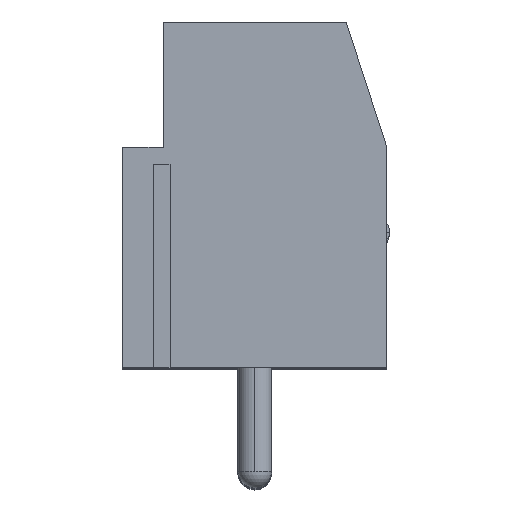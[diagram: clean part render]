
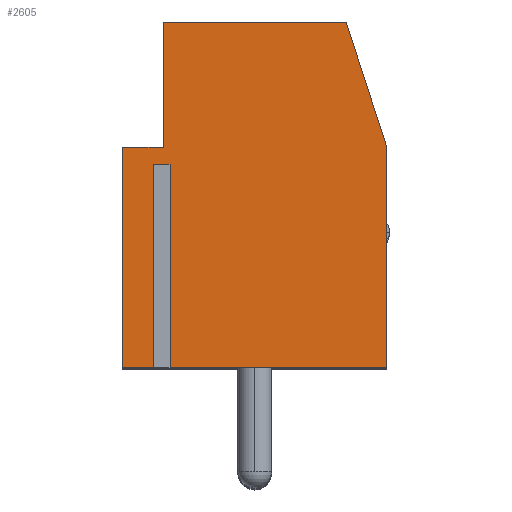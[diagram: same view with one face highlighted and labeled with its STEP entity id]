
A CAD part, top view. The second image highlights one B-rep face of the part: STEP entity #2605.
In plain terms, the highlighted planar face has unit normal (0, 0, 1).
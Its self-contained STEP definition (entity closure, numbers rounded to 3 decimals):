
#81 = VERTEX_POINT ( 'NONE', #4474 ) ;
#114 = EDGE_CURVE ( 'NONE', #950, #3508, #1985, .T. ) ;
#247 = VERTEX_POINT ( 'NONE', #4912 ) ;
#295 = EDGE_CURVE ( 'NONE', #3545, #81, #1236, .T. ) ;
#345 = LINE ( 'NONE', #2583, #1390 ) ;
#398 = CARTESIAN_POINT ( 'NONE',  ( -2.61, 0.9, 0. ) ) ;
#481 = VECTOR ( 'NONE', #4074, 1000. ) ;
#618 = VECTOR ( 'NONE', #3878, 1000. ) ;
#741 = CARTESIAN_POINT ( 'NONE',  ( -3.9, -5.1, 0. ) ) ;
#753 = DIRECTION ( 'NONE',  ( 0., 0., 1. ) ) ;
#776 = FACE_OUTER_BOUND ( 'NONE', #4008, .T. ) ;
#782 = EDGE_CURVE ( 'NONE', #247, #3872, #2421, .T. ) ;
#925 = EDGE_CURVE ( 'NONE', #5446, #81, #3141, .T. ) ;
#950 = VERTEX_POINT ( 'NONE', #3854 ) ;
#962 = EDGE_CURVE ( 'NONE', #5446, #3508, #2003, .T. ) ;
#1007 = EDGE_CURVE ( 'NONE', #3872, #3268, #2719, .T. ) ;
#1054 = VERTEX_POINT ( 'NONE', #5542 ) ;
#1167 = VECTOR ( 'NONE', #4940, 1000. ) ;
#1223 = CARTESIAN_POINT ( 'NONE',  ( -3.9, 0., 0. ) ) ;
#1236 = LINE ( 'NONE', #4821, #3511 ) ;
#1251 = CARTESIAN_POINT ( 'NONE',  ( -2.7, 1.4, 0. ) ) ;
#1314 = ORIENTED_EDGE ( 'NONE', *, *, #1007, .T. ) ;
#1390 = VECTOR ( 'NONE', #2117, 1000. ) ;
#1498 = ORIENTED_EDGE ( 'NONE', *, *, #3916, .F. ) ;
#1538 = CARTESIAN_POINT ( 'NONE',  ( 0., 5.1, 0. ) ) ;
#1566 = CARTESIAN_POINT ( 'NONE',  ( -2.89, -5.1, 0. ) ) ;
#1762 = ORIENTED_EDGE ( 'NONE', *, *, #3732, .T. ) ;
#1953 = CARTESIAN_POINT ( 'NONE',  ( -2.89, -9.1, 0. ) ) ;
#1977 = CARTESIAN_POINT ( 'NONE',  ( 3.9, 1.4, 0. ) ) ;
#1985 = LINE ( 'NONE', #1538, #1167 ) ;
#2003 = LINE ( 'NONE', #5285, #618 ) ;
#2036 = CARTESIAN_POINT ( 'NONE',  ( 2.7, 5.1, 0. ) ) ;
#2117 = DIRECTION ( 'NONE',  ( -1., 0., 0. ) ) ;
#2158 = VECTOR ( 'NONE', #5310, 1000. ) ;
#2250 = ORIENTED_EDGE ( 'NONE', *, *, #3455, .T. ) ;
#2254 = EDGE_CURVE ( 'NONE', #3428, #247, #4592, .T. ) ;
#2293 = DIRECTION ( 'NONE',  ( 0., 1., 0. ) ) ;
#2367 = ORIENTED_EDGE ( 'NONE', *, *, #782, .T. ) ;
#2421 = LINE ( 'NONE', #1223, #4694 ) ;
#2583 = CARTESIAN_POINT ( 'NONE',  ( -3., 0.9, 0. ) ) ;
#2605 = ADVANCED_FACE ( 'NONE', ( #776 ), #5237, .T. ) ;
#2695 = VERTEX_POINT ( 'NONE', #398 ) ;
#2719 = LINE ( 'NONE', #3842, #481 ) ;
#3064 = DIRECTION ( 'NONE',  ( -1., 0., 0. ) ) ;
#3131 = ORIENTED_EDGE ( 'NONE', *, *, #2254, .T. ) ;
#3141 = LINE ( 'NONE', #5086, #4352 ) ;
#3268 = VERTEX_POINT ( 'NONE', #1566 ) ;
#3284 = VECTOR ( 'NONE', #4664, 1000. ) ;
#3337 = ORIENTED_EDGE ( 'NONE', *, *, #4119, .F. ) ;
#3369 = LINE ( 'NONE', #4901, #2158 ) ;
#3412 = CARTESIAN_POINT ( 'NONE',  ( 0., 0., 0. ) ) ;
#3428 = VERTEX_POINT ( 'NONE', #1251 ) ;
#3455 = EDGE_CURVE ( 'NONE', #950, #3428, #3369, .T. ) ;
#3508 = VERTEX_POINT ( 'NONE', #2036 ) ;
#3511 = VECTOR ( 'NONE', #4262, 1000. ) ;
#3545 = VERTEX_POINT ( 'NONE', #5000 ) ;
#3589 = LINE ( 'NONE', #1953, #3284 ) ;
#3732 = EDGE_CURVE ( 'NONE', #3268, #1054, #3589, .T. ) ;
#3842 = CARTESIAN_POINT ( 'NONE',  ( 0., -5.1, 0. ) ) ;
#3854 = CARTESIAN_POINT ( 'NONE',  ( -2.7, 5.1, 0. ) ) ;
#3872 = VERTEX_POINT ( 'NONE', #741 ) ;
#3878 = DIRECTION ( 'NONE',  ( -0.309, 0.951, 0. ) ) ;
#3909 = DIRECTION ( 'NONE',  ( 1., 0., 0. ) ) ;
#3916 = EDGE_CURVE ( 'NONE', #2695, #1054, #345, .T. ) ;
#4008 = EDGE_LOOP ( 'NONE', ( #1314, #1762, #1498, #3337, #4657, #5366, #4491, #4924, #2250, #3131, #2367 ) ) ;
#4074 = DIRECTION ( 'NONE',  ( 1., 0., 0. ) ) ;
#4119 = EDGE_CURVE ( 'NONE', #3545, #2695, #5576, .T. ) ;
#4201 = DIRECTION ( 'NONE',  ( 0., -1., 0. ) ) ;
#4262 = DIRECTION ( 'NONE',  ( 1., 0., 0. ) ) ;
#4352 = VECTOR ( 'NONE', #4778, 1000. ) ;
#4410 = VECTOR ( 'NONE', #2293, 1000. ) ;
#4412 = AXIS2_PLACEMENT_3D ( 'NONE', #3412, #753, #3909 ) ;
#4474 = CARTESIAN_POINT ( 'NONE',  ( 3.9, -5.1, 0. ) ) ;
#4491 = ORIENTED_EDGE ( 'NONE', *, *, #962, .T. ) ;
#4592 = LINE ( 'NONE', #5306, #4732 ) ;
#4657 = ORIENTED_EDGE ( 'NONE', *, *, #295, .T. ) ;
#4664 = DIRECTION ( 'NONE',  ( 0., 1., 0. ) ) ;
#4694 = VECTOR ( 'NONE', #4201, 1000. ) ;
#4732 = VECTOR ( 'NONE', #3064, 1000. ) ;
#4778 = DIRECTION ( 'NONE',  ( 0., -1., 0. ) ) ;
#4821 = CARTESIAN_POINT ( 'NONE',  ( 0., -5.1, 0. ) ) ;
#4901 = CARTESIAN_POINT ( 'NONE',  ( -2.7, 0., 0. ) ) ;
#4912 = CARTESIAN_POINT ( 'NONE',  ( -3.9, 1.4, 0. ) ) ;
#4924 = ORIENTED_EDGE ( 'NONE', *, *, #114, .F. ) ;
#4940 = DIRECTION ( 'NONE',  ( 1., 0., 0. ) ) ;
#5000 = CARTESIAN_POINT ( 'NONE',  ( -2.61, -5.1, 0. ) ) ;
#5013 = CARTESIAN_POINT ( 'NONE',  ( -2.61, -9.1, 0. ) ) ;
#5086 = CARTESIAN_POINT ( 'NONE',  ( 3.9, 0., 0. ) ) ;
#5237 = PLANE ( 'NONE',  #4412 ) ;
#5285 = CARTESIAN_POINT ( 'NONE',  ( 3.94, 1.278, 0. ) ) ;
#5306 = CARTESIAN_POINT ( 'NONE',  ( 0., 1.4, 0. ) ) ;
#5310 = DIRECTION ( 'NONE',  ( 0., -1., 0. ) ) ;
#5366 = ORIENTED_EDGE ( 'NONE', *, *, #925, .F. ) ;
#5446 = VERTEX_POINT ( 'NONE', #1977 ) ;
#5542 = CARTESIAN_POINT ( 'NONE',  ( -2.89, 0.9, 0. ) ) ;
#5576 = LINE ( 'NONE', #5013, #4410 ) ;
